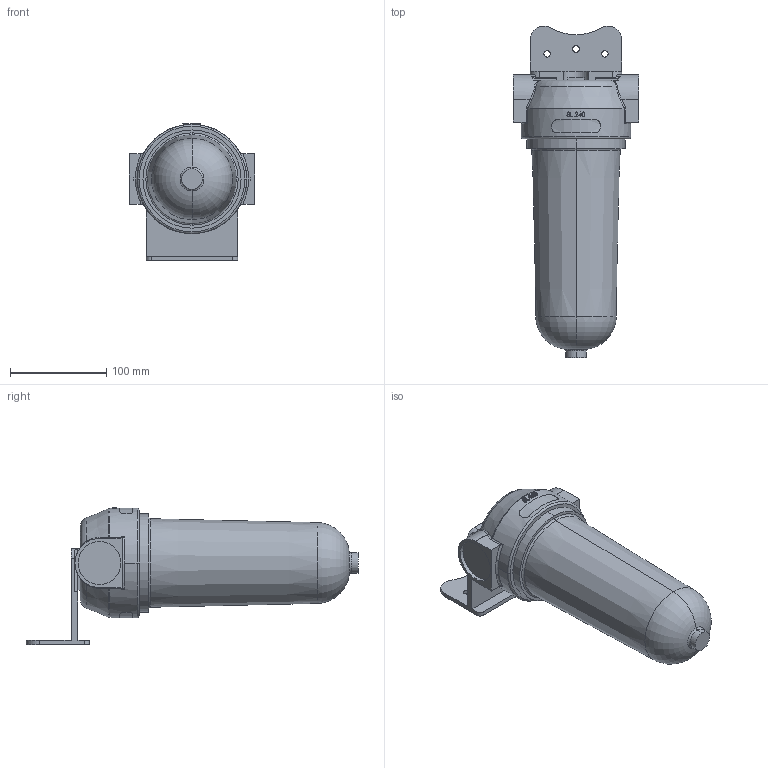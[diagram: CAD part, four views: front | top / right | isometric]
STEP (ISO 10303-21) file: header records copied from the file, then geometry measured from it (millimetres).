
FILE_DESCRIPTION (( 'STEP AP214' ), '1' );
FILE_NAME ('SL 240 WEB Light.STEP', '2018-06-21T09:36:18', ( '' ), ( '' ), 'SwSTEP 2.0', 'SolidWorks 2018', '' );
FILE_SCHEMA (( 'AUTOMOTIVE_DESIGN' ));
Length unit declared in the file: millimetre
Products named in the file (2): SL 240 WEB Light
Bounding box: 130 x 344.9 x 143 mm (x, y, z)
Volume: 1973117.5 mm3; surface area: 127783.3 mm2
Topology: 1 solids, 1 shells, 200 faces, 545 edges, 352 vertices
Faces by surface type: plane 74, bspline 58, cylinder 46, torus 14, cone 4, sphere 4
Entity records: 9697 total; most frequent: CARTESIAN_POINT 4493, ORIENTED_EDGE 1082, DIRECTION 807, EDGE_CURVE 541, VERTEX_POINT 352, AXIS2_PLACEMENT_3D 284, VECTOR 239, LINE 239
